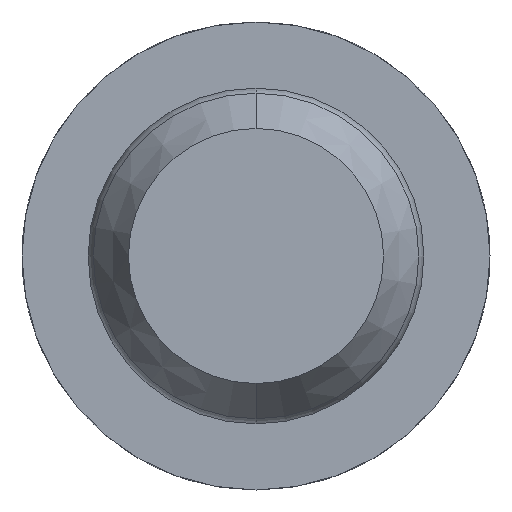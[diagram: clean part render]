
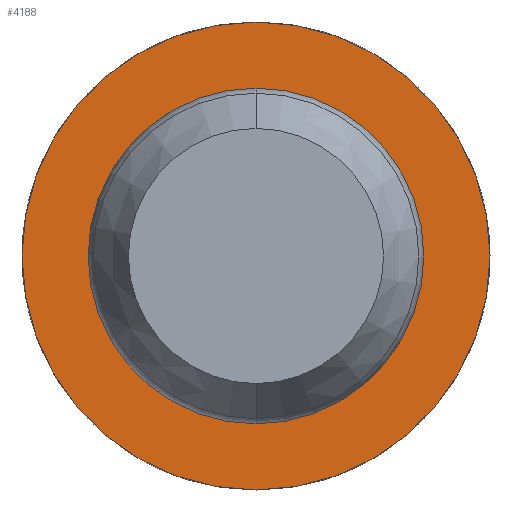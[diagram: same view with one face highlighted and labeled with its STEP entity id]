
A CAD part, front view. The second image highlights one B-rep face of the part: STEP entity #4188.
In plain terms, the highlighted planar face has unit normal (0, -1, 0).
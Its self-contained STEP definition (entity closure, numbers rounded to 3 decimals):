
#62 = CARTESIAN_POINT ( 'NONE',  ( 0., -10.5, 0. ) ) ;
#99 = ORIENTED_EDGE ( 'NONE', *, *, #1428, .T. ) ;
#121 = CARTESIAN_POINT ( 'NONE',  ( 0., -10.5, 1.15 ) ) ;
#425 = EDGE_CURVE ( 'Defeature ausgef�hrt3_3+Defeature ausgef�hrt3_4+Defeature ausgef�hrt3_4+Defeature ausgef�hrt3_4', #1454, #2844, #1706, .T. ) ;
#629 = ORIENTED_EDGE ( 'NONE', *, *, #425, .F. ) ;
#717 = DIRECTION ( 'NONE',  ( 0., 0., 1. ) ) ;
#833 = AXIS2_PLACEMENT_3D ( 'NONE', #3958, #1722, #717 ) ;
#848 = AXIS2_PLACEMENT_3D ( 'NONE', #62, #1198, #4606 ) ;
#982 = VERTEX_POINT ( 'NONE', #2763 ) ;
#1175 = CARTESIAN_POINT ( 'NONE',  ( 1.15, -10.5, 0. ) ) ;
#1198 = DIRECTION ( 'NONE',  ( 0., 1., 0. ) ) ;
#1207 = EDGE_LOOP ( 'NONE', ( #629, #3738 ) ) ;
#1428 = EDGE_CURVE ( 'Defeature ausgef�hrt3_4+Defeature ausgef�hrt3_5+Defeature ausgef�hrt3_5+Defeature ausgef�hrt3_5', #982, #1473, #2632, .T. ) ;
#1454 = VERTEX_POINT ( 'NONE', #121 ) ;
#1473 = VERTEX_POINT ( 'NONE', #4234 ) ;
#1638 = EDGE_CURVE ( 'Defeature ausgef�hrt3_3+Defeature ausgef�hrt3_4+Defeature ausgef�hrt3_4+Defeature ausgef�hrt3_4', #2844, #1454, #1745, .T. ) ;
#1706 = CIRCLE ( 'NONE', #1829, 1.15 ) ;
#1722 = DIRECTION ( 'NONE',  ( 0., 1., 0. ) ) ;
#1745 = CIRCLE ( 'NONE', #4566, 1.15 ) ;
#1829 = AXIS2_PLACEMENT_3D ( 'NONE', #3748, #3335, #4880 ) ;
#2146 = DIRECTION ( 'NONE',  ( 0., 1., 0. ) ) ;
#2632 = CIRCLE ( 'NONE', #848, 0.825 ) ;
#2652 = DIRECTION ( 'NONE',  ( 0., 0., 1. ) ) ;
#2763 = CARTESIAN_POINT ( 'NONE',  ( 0., -10.5, -0.825 ) ) ;
#2844 = VERTEX_POINT ( 'NONE', #3725 ) ;
#2908 = CIRCLE ( 'NONE', #833, 0.825 ) ;
#3105 = EDGE_LOOP ( 'NONE', ( #3983, #99 ) ) ;
#3225 = DIRECTION ( 'NONE',  ( 0., 0., 1. ) ) ;
#3290 = CARTESIAN_POINT ( 'NONE',  ( 0., -10.5, 0. ) ) ;
#3335 = DIRECTION ( 'NONE',  ( 0., 1., 0. ) ) ;
#3473 = AXIS2_PLACEMENT_3D ( 'NONE', #1175, #3752, #2652 ) ;
#3725 = CARTESIAN_POINT ( 'NONE',  ( 0., -10.5, -1.15 ) ) ;
#3738 = ORIENTED_EDGE ( 'NONE', *, *, #1638, .F. ) ;
#3748 = CARTESIAN_POINT ( 'NONE',  ( 0., -10.5, 0. ) ) ;
#3752 = DIRECTION ( 'NONE',  ( 0., 1., 0. ) ) ;
#3765 = PLANE ( 'NONE',  #3473 ) ;
#3958 = CARTESIAN_POINT ( 'NONE',  ( 0., -10.5, 0. ) ) ;
#3983 = ORIENTED_EDGE ( 'NONE', *, *, #4064, .T. ) ;
#4064 = EDGE_CURVE ( 'Defeature ausgef�hrt3_4+Defeature ausgef�hrt3_5+Defeature ausgef�hrt3_5+Defeature ausgef�hrt3_5', #1473, #982, #2908, .T. ) ;
#4188 = ADVANCED_FACE ( 'Defeature ausgef�hrt3_4', ( #4819, #4203 ), #3765, .F. ) ;
#4203 = FACE_BOUND ( 'NONE', #3105, .T. ) ;
#4234 = CARTESIAN_POINT ( 'NONE',  ( 0., -10.5, 0.825 ) ) ;
#4566 = AXIS2_PLACEMENT_3D ( 'NONE', #3290, #2146, #3225 ) ;
#4606 = DIRECTION ( 'NONE',  ( 0., 0., 1. ) ) ;
#4819 = FACE_OUTER_BOUND ( 'NONE', #1207, .T. ) ;
#4880 = DIRECTION ( 'NONE',  ( 0., 0., 1. ) ) ;
